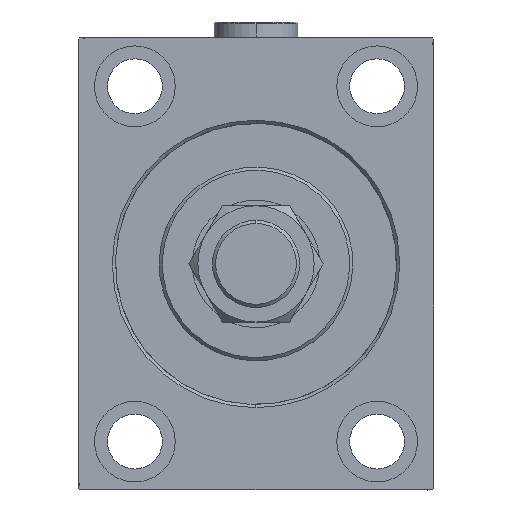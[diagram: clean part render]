
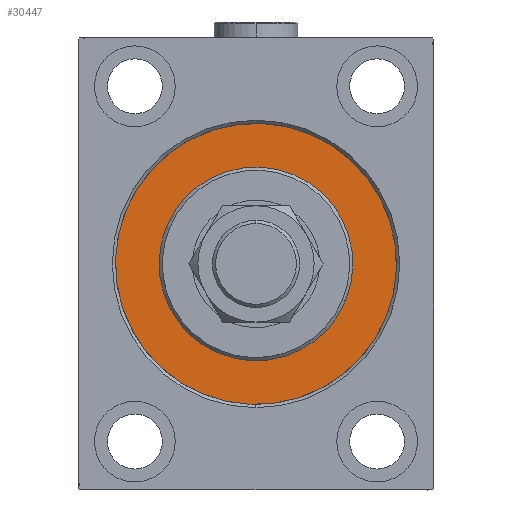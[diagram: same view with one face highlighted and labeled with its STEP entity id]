
A CAD part, left-side view. The second image highlights one B-rep face of the part: STEP entity #30447.
In plain terms, the highlighted face is planar.
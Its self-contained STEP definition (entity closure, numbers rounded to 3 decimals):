
#2177 = CARTESIAN_POINT ( 'NONE',  ( 0., 0., 0. ) ) ;
#3913 = DIRECTION ( 'NONE',  ( -1., 0., 0. ) ) ;
#4404 = VERTEX_POINT ( 'NONE', #20753 ) ;
#4523 = AXIS2_PLACEMENT_3D ( 'NONE', #7923, #3913, #40084 ) ;
#5206 = AXIS2_PLACEMENT_3D ( 'NONE', #13175, #20731, #27818 ) ;
#5484 = DIRECTION ( 'NONE',  ( 0., 0., -1. ) ) ;
#6633 = ORIENTED_EDGE ( 'NONE', *, *, #7030, .F. ) ;
#7030 = EDGE_CURVE ( 'NONE', #31452, #11977, #22835, .T. ) ;
#7923 = CARTESIAN_POINT ( 'NONE',  ( 0., 0., 0. ) ) ;
#10306 = VERTEX_POINT ( 'NONE', #45575 ) ;
#11977 = VERTEX_POINT ( 'NONE', #39197 ) ;
#12096 = DIRECTION ( 'NONE',  ( 1., 0., 0. ) ) ;
#12615 = ORIENTED_EDGE ( 'NONE', *, *, #31931, .F. ) ;
#13175 = CARTESIAN_POINT ( 'NONE',  ( 0., 0., 0. ) ) ;
#13404 = CARTESIAN_POINT ( 'NONE',  ( 0., 0., 0. ) ) ;
#14540 = AXIS2_PLACEMENT_3D ( 'NONE', #21963, #18416, #28369 ) ;
#15679 = EDGE_CURVE ( 'NONE', #11977, #31452, #27493, .T. ) ;
#16485 = FACE_OUTER_BOUND ( 'NONE', #21164, .T. ) ;
#18217 = CARTESIAN_POINT ( 'NONE',  ( 0., 0., -30. ) ) ;
#18416 = DIRECTION ( 'NONE',  ( 1., 0., 0. ) ) ;
#20731 = DIRECTION ( 'NONE',  ( -1., 0., 0. ) ) ;
#20753 = CARTESIAN_POINT ( 'NONE',  ( 0., 0., 43.5 ) ) ;
#21164 = EDGE_LOOP ( 'NONE', ( #29669, #12615 ) ) ;
#21963 = CARTESIAN_POINT ( 'NONE',  ( 0., 0., 0. ) ) ;
#22835 = CIRCLE ( 'NONE', #14540, 30. ) ;
#22968 = AXIS2_PLACEMENT_3D ( 'NONE', #2177, #12096, #5484 ) ;
#27493 = CIRCLE ( 'NONE', #22968, 30. ) ;
#27818 = DIRECTION ( 'NONE',  ( 0., 0., 1. ) ) ;
#27900 = CIRCLE ( 'NONE', #4523, 43.5 ) ;
#28369 = DIRECTION ( 'NONE',  ( 0., 0., -1. ) ) ;
#29669 = ORIENTED_EDGE ( 'NONE', *, *, #38693, .F. ) ;
#30117 = EDGE_LOOP ( 'NONE', ( #40712, #6633 ) ) ;
#30447 = ADVANCED_FACE ( 'NONE', ( #34469, #16485 ), #41802, .F. ) ;
#30911 = DIRECTION ( 'NONE',  ( 0., 0., 1. ) ) ;
#31452 = VERTEX_POINT ( 'NONE', #18217 ) ;
#31931 = EDGE_CURVE ( 'NONE', #4404, #10306, #44460, .T. ) ;
#34469 = FACE_BOUND ( 'NONE', #30117, .T. ) ;
#35349 = AXIS2_PLACEMENT_3D ( 'NONE', #13404, #45570, #30911 ) ;
#38693 = EDGE_CURVE ( 'NONE', #10306, #4404, #27900, .T. ) ;
#39197 = CARTESIAN_POINT ( 'NONE',  ( 0., 0., 30. ) ) ;
#40084 = DIRECTION ( 'NONE',  ( 0., 0., 1. ) ) ;
#40712 = ORIENTED_EDGE ( 'NONE', *, *, #15679, .F. ) ;
#41802 = PLANE ( 'NONE',  #35349 ) ;
#44460 = CIRCLE ( 'NONE', #5206, 43.5 ) ;
#45570 = DIRECTION ( 'NONE',  ( -1., 0., 0. ) ) ;
#45575 = CARTESIAN_POINT ( 'NONE',  ( 0., 0., -43.5 ) ) ;
